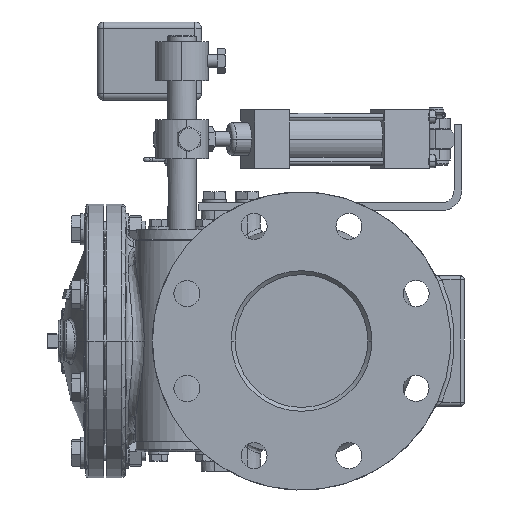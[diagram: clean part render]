
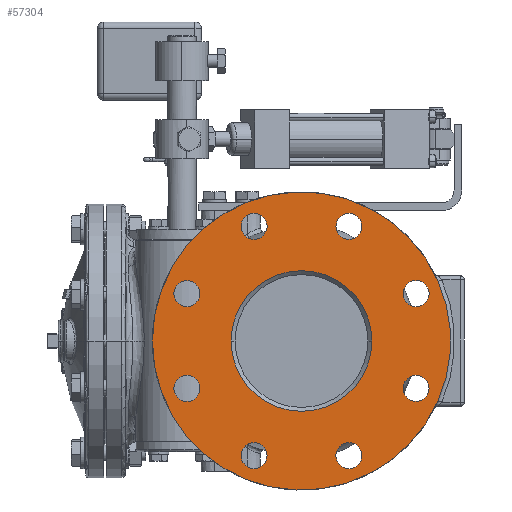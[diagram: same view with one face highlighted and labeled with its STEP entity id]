
A CAD part, left-side view. The second image highlights one B-rep face of the part: STEP entity #57304.
In plain terms, the highlighted planar face has unit normal (-1, 0, 0).
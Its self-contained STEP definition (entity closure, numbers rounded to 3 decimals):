
#20833=CARTESIAN_POINT('',(-5.748,0.,0.));
#20834=DIRECTION('',(-1.,0.,0.));
#20835=DIRECTION('',(0.,-0.917,0.4));
#20836=AXIS2_PLACEMENT_3D('',#20833,#20834,#20835);
#20851=CARTESIAN_POINT('',(-5.748,0.,0.));
#20852=DIRECTION('',(-1.,0.,0.));
#20853=DIRECTION('',(0.,-1.,0.));
#20854=AXIS2_PLACEMENT_3D('',#20851,#20852,#20853);
#20856=CARTESIAN_POINT('',(-5.748,0.,0.));
#20857=DIRECTION('',(-1.,0.,0.));
#20858=DIRECTION('',(0.,1.,0.));
#20859=AXIS2_PLACEMENT_3D('',#20856,#20857,#20858);
#20861=CARTESIAN_POINT('',(-5.748,-1.435,
3.465));
#20862=DIRECTION('',(1.,0.,0.));
#20863=DIRECTION('',(0.,1.,0.));
#20864=AXIS2_PLACEMENT_3D('',#20861,#20862,#20863);
#20866=CARTESIAN_POINT('',(-5.748,-1.435,
3.465));
#20867=DIRECTION('',(1.,0.,0.));
#20868=DIRECTION('',(0.,-1.,0.));
#20869=AXIS2_PLACEMENT_3D('',#20866,#20867,#20868);
#20871=CARTESIAN_POINT('',(-5.748,1.435,
3.465));
#20872=DIRECTION('',(1.,0.,0.));
#20873=DIRECTION('',(0.,0.707,-0.707));
#20874=AXIS2_PLACEMENT_3D('',#20871,#20872,#20873);
#20876=CARTESIAN_POINT('',(-5.748,1.435,
3.465));
#20877=DIRECTION('',(1.,0.,0.));
#20878=DIRECTION('',(0.,-0.707,0.707));
#20879=AXIS2_PLACEMENT_3D('',#20876,#20877,#20878);
#20881=CARTESIAN_POINT('',(-5.748,3.465,
1.435));
#20882=DIRECTION('',(1.,0.,0.));
#20883=DIRECTION('',(0.,0.,-1.));
#20884=AXIS2_PLACEMENT_3D('',#20881,#20882,#20883);
#20886=CARTESIAN_POINT('',(-5.748,3.465,
1.435));
#20887=DIRECTION('',(1.,0.,0.));
#20888=DIRECTION('',(0.,0.,1.));
#20889=AXIS2_PLACEMENT_3D('',#20886,#20887,#20888);
#20891=CARTESIAN_POINT('',(-5.748,3.465,
-1.435));
#20892=DIRECTION('',(1.,0.,0.));
#20893=DIRECTION('',(0.,-0.707,-0.707));
#20894=AXIS2_PLACEMENT_3D('',#20891,#20892,#20893);
#20896=CARTESIAN_POINT('',(-5.748,3.465,
-1.435));
#20897=DIRECTION('',(1.,0.,0.));
#20898=DIRECTION('',(0.,0.707,0.707));
#20899=AXIS2_PLACEMENT_3D('',#20896,#20897,#20898);
#20901=CARTESIAN_POINT('',(-5.748,1.435,
-3.465));
#20902=DIRECTION('',(1.,0.,0.));
#20903=DIRECTION('',(0.,-1.,0.));
#20904=AXIS2_PLACEMENT_3D('',#20901,#20902,#20903);
#20906=CARTESIAN_POINT('',(-5.748,1.435,
-3.465));
#20907=DIRECTION('',(1.,0.,0.));
#20908=DIRECTION('',(0.,1.,0.));
#20909=AXIS2_PLACEMENT_3D('',#20906,#20907,#20908);
#20911=CARTESIAN_POINT('',(-5.748,-1.435,
-3.465));
#20912=DIRECTION('',(1.,0.,0.));
#20913=DIRECTION('',(0.,-0.707,0.707));
#20914=AXIS2_PLACEMENT_3D('',#20911,#20912,#20913);
#20916=CARTESIAN_POINT('',(-5.748,-1.435,
-3.465));
#20917=DIRECTION('',(1.,0.,0.));
#20918=DIRECTION('',(0.,0.707,-0.707));
#20919=AXIS2_PLACEMENT_3D('',#20916,#20917,#20918);
#20921=CARTESIAN_POINT('',(-5.748,-3.465,
-1.435));
#20922=DIRECTION('',(1.,0.,0.));
#20923=DIRECTION('',(0.,0.,1.));
#20924=AXIS2_PLACEMENT_3D('',#20921,#20922,#20923);
#20926=CARTESIAN_POINT('',(-5.748,-3.465,
-1.435));
#20927=DIRECTION('',(1.,0.,0.));
#20928=DIRECTION('',(0.,0.,-1.));
#20929=AXIS2_PLACEMENT_3D('',#20926,#20927,#20928);
#20931=CARTESIAN_POINT('',(-5.748,-3.465,
1.435));
#20932=DIRECTION('',(1.,0.,0.));
#20933=DIRECTION('',(0.,0.707,0.707));
#20934=AXIS2_PLACEMENT_3D('',#20931,#20932,#20933);
#20936=CARTESIAN_POINT('',(-5.748,-3.465,
1.435));
#20937=DIRECTION('',(1.,0.,0.));
#20938=DIRECTION('',(0.,-0.707,-0.707));
#20939=AXIS2_PLACEMENT_3D('',#20936,#20937,#20938);
#20941=CARTESIAN_POINT('',(-5.748,0.,0.));
#20942=DIRECTION('',(-1.,0.,0.));
#20943=DIRECTION('',(0.,-0.917,-0.4));
#20944=AXIS2_PLACEMENT_3D('',#20941,#20942,#20943);
#27270=CARTESIAN_POINT('',(-5.748,-4.132,
1.803));
#27271=CARTESIAN_POINT('',(-5.748,-4.132,
-1.803));
#27272=VERTEX_POINT('',#27270);
#27273=VERTEX_POINT('',#27271);
#27331=CARTESIAN_POINT('',(-5.748,-2.126,0.));
#27332=CARTESIAN_POINT('',(-5.748,2.126,0.));
#27333=VERTEX_POINT('',#27331);
#27334=VERTEX_POINT('',#27332);
#27399=CARTESIAN_POINT('',(-5.748,-1.041,
3.465));
#27401=VERTEX_POINT('',#27399);
#27403=CARTESIAN_POINT('',(-5.748,-1.829,
3.465));
#27405=VERTEX_POINT('',#27403);
#27407=CARTESIAN_POINT('',(-5.748,1.713,
3.186));
#27409=VERTEX_POINT('',#27407);
#27411=CARTESIAN_POINT('',(-5.748,1.157,
3.743));
#27413=VERTEX_POINT('',#27411);
#27415=CARTESIAN_POINT('',(-5.748,3.465,
1.041));
#27417=VERTEX_POINT('',#27415);
#27419=CARTESIAN_POINT('',(-5.748,3.465,
1.829));
#27421=VERTEX_POINT('',#27419);
#27423=CARTESIAN_POINT('',(-5.748,3.186,
-1.713));
#27425=VERTEX_POINT('',#27423);
#27427=CARTESIAN_POINT('',(-5.748,3.743,
-1.157));
#27429=VERTEX_POINT('',#27427);
#27431=CARTESIAN_POINT('',(-5.748,1.041,
-3.465));
#27433=VERTEX_POINT('',#27431);
#27435=CARTESIAN_POINT('',(-5.748,1.829,
-3.465));
#27437=VERTEX_POINT('',#27435);
#27439=CARTESIAN_POINT('',(-5.748,-1.713,
-3.186));
#27441=VERTEX_POINT('',#27439);
#27443=CARTESIAN_POINT('',(-5.748,-1.157,
-3.743));
#27445=VERTEX_POINT('',#27443);
#27447=CARTESIAN_POINT('',(-5.748,-3.465,
-1.041));
#27449=VERTEX_POINT('',#27447);
#27451=CARTESIAN_POINT('',(-5.748,-3.465,
-1.829));
#27453=VERTEX_POINT('',#27451);
#27455=CARTESIAN_POINT('',(-5.748,-3.186,
1.713));
#27457=VERTEX_POINT('',#27455);
#27459=CARTESIAN_POINT('',(-5.748,-3.743,
1.157));
#27461=VERTEX_POINT('',#27459);
#57240=CARTESIAN_POINT('',(-5.748,0.,0.));
#57241=DIRECTION('',(1.,0.,0.));
#57242=DIRECTION('',(0.,-1.,0.));
#57243=AXIS2_PLACEMENT_3D('',#57240,#57241,#57242);
#57244=PLANE('',#57243);
#57245=ORIENTED_EDGE('',*,*,#57219,.F.);
#57247=ORIENTED_EDGE('',*,*,#57246,.F.);
#57248=EDGE_LOOP('',(#57245,#57247));
#57249=FACE_OUTER_BOUND('',#57248,.F.);
#57251=ORIENTED_EDGE('',*,*,#57250,.T.);
#57253=ORIENTED_EDGE('',*,*,#57252,.T.);
#57254=EDGE_LOOP('',(#57251,#57253));
#57255=FACE_BOUND('',#57254,.F.);
#57257=ORIENTED_EDGE('',*,*,#57256,.F.);
#57259=ORIENTED_EDGE('',*,*,#57258,.F.);
#57260=EDGE_LOOP('',(#57257,#57259));
#57261=FACE_BOUND('',#57260,.F.);
#57263=ORIENTED_EDGE('',*,*,#57262,.F.);
#57265=ORIENTED_EDGE('',*,*,#57264,.F.);
#57266=EDGE_LOOP('',(#57263,#57265));
#57267=FACE_BOUND('',#57266,.F.);
#57269=ORIENTED_EDGE('',*,*,#57268,.F.);
#57271=ORIENTED_EDGE('',*,*,#57270,.F.);
#57272=EDGE_LOOP('',(#57269,#57271));
#57273=FACE_BOUND('',#57272,.F.);
#57275=ORIENTED_EDGE('',*,*,#57274,.F.);
#57277=ORIENTED_EDGE('',*,*,#57276,.F.);
#57278=EDGE_LOOP('',(#57275,#57277));
#57279=FACE_BOUND('',#57278,.F.);
#57281=ORIENTED_EDGE('',*,*,#57280,.F.);
#57283=ORIENTED_EDGE('',*,*,#57282,.F.);
#57284=EDGE_LOOP('',(#57281,#57283));
#57285=FACE_BOUND('',#57284,.F.);
#57287=ORIENTED_EDGE('',*,*,#57286,.F.);
#57289=ORIENTED_EDGE('',*,*,#57288,.F.);
#57290=EDGE_LOOP('',(#57287,#57289));
#57291=FACE_BOUND('',#57290,.F.);
#57293=ORIENTED_EDGE('',*,*,#57292,.F.);
#57295=ORIENTED_EDGE('',*,*,#57294,.F.);
#57296=EDGE_LOOP('',(#57293,#57295));
#57297=FACE_BOUND('',#57296,.F.);
#57299=ORIENTED_EDGE('',*,*,#57298,.F.);
#57301=ORIENTED_EDGE('',*,*,#57300,.F.);
#57302=EDGE_LOOP('',(#57299,#57301));
#57303=FACE_BOUND('',#57302,.F.);
#20837=CIRCLE('',#20836,4.508);
#20855=CIRCLE('',#20854,2.126);
#20860=CIRCLE('',#20859,2.126);
#20865=CIRCLE('',#20864,0.394);
#20870=CIRCLE('',#20869,0.394);
#20875=CIRCLE('',#20874,0.394);
#20880=CIRCLE('',#20879,0.394);
#20885=CIRCLE('',#20884,0.394);
#20890=CIRCLE('',#20889,0.394);
#20895=CIRCLE('',#20894,0.394);
#20900=CIRCLE('',#20899,0.394);
#20905=CIRCLE('',#20904,0.394);
#20910=CIRCLE('',#20909,0.394);
#20915=CIRCLE('',#20914,0.394);
#20920=CIRCLE('',#20919,0.394);
#20925=CIRCLE('',#20924,0.394);
#20930=CIRCLE('',#20929,0.394);
#20935=CIRCLE('',#20934,0.394);
#20940=CIRCLE('',#20939,0.394);
#20945=CIRCLE('',#20944,4.508);
#57219=EDGE_CURVE('',#27272,#27273,#20837,.T.);
#57246=EDGE_CURVE('',#27273,#27272,#20945,.T.);
#57250=EDGE_CURVE('',#27333,#27334,#20855,.T.);
#57252=EDGE_CURVE('',#27334,#27333,#20860,.T.);
#57256=EDGE_CURVE('',#27401,#27405,#20865,.T.);
#57258=EDGE_CURVE('',#27405,#27401,#20870,.T.);
#57262=EDGE_CURVE('',#27409,#27413,#20875,.T.);
#57264=EDGE_CURVE('',#27413,#27409,#20880,.T.);
#57268=EDGE_CURVE('',#27417,#27421,#20885,.T.);
#57270=EDGE_CURVE('',#27421,#27417,#20890,.T.);
#57274=EDGE_CURVE('',#27425,#27429,#20895,.T.);
#57276=EDGE_CURVE('',#27429,#27425,#20900,.T.);
#57280=EDGE_CURVE('',#27433,#27437,#20905,.T.);
#57282=EDGE_CURVE('',#27437,#27433,#20910,.T.);
#57286=EDGE_CURVE('',#27441,#27445,#20915,.T.);
#57288=EDGE_CURVE('',#27445,#27441,#20920,.T.);
#57292=EDGE_CURVE('',#27449,#27453,#20925,.T.);
#57294=EDGE_CURVE('',#27453,#27449,#20930,.T.);
#57298=EDGE_CURVE('',#27457,#27461,#20935,.T.);
#57300=EDGE_CURVE('',#27461,#27457,#20940,.T.);
#57304=ADVANCED_FACE('',(#57249,#57255,#57261,#57267,#57273,#57279,#57285,
#57291,#57297,#57303),#57244,.F.);
